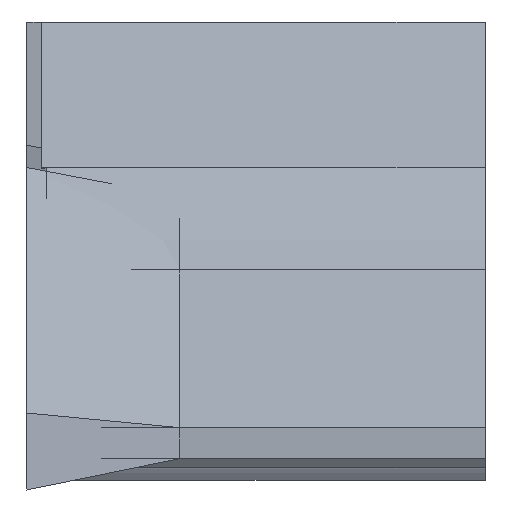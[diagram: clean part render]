
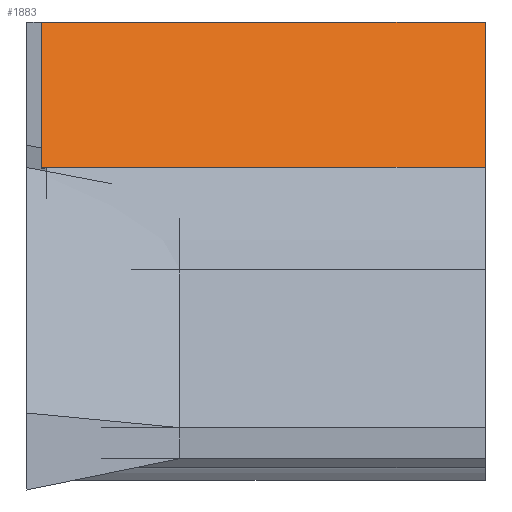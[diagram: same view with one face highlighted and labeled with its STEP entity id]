
A CAD part, left-side view. The second image highlights one B-rep face of the part: STEP entity #1883.
In plain terms, the highlighted planar face has unit normal (-0.616, 0, 0.788).
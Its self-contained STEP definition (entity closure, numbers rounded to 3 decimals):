
#6 = CARTESIAN_POINT ( 'NONE',  ( 6.557, -9.525, -12.548 ) ) ;
#42 = VECTOR ( 'NONE', #1318, 1000. ) ;
#89 = VERTEX_POINT ( 'NONE', #621 ) ;
#121 = VECTOR ( 'NONE', #2634, 1000. ) ;
#289 = CARTESIAN_POINT ( 'NONE',  ( 10.426, -9.525, -9.525 ) ) ;
#400 = DIRECTION ( 'NONE',  ( 0.616, 0., -0.788 ) ) ;
#563 = EDGE_CURVE ( 'NONE', #671, #1272, #1854, .T. ) ;
#615 = PLANE ( 'NONE',  #1882 ) ;
#621 = CARTESIAN_POINT ( 'NONE',  ( 10.426, -9.525, -9.525 ) ) ;
#641 = LINE ( 'NONE', #2702, #121 ) ;
#671 = VERTEX_POINT ( 'NONE', #2272 ) ;
#932 = CARTESIAN_POINT ( 'NONE',  ( 48.824, -0.3, 20.475 ) ) ;
#1072 = EDGE_LOOP ( 'NONE', ( #2731, #1099, #2645, #2285 ) ) ;
#1099 = ORIENTED_EDGE ( 'NONE', *, *, #1839, .T. ) ;
#1194 = LINE ( 'NONE', #289, #42 ) ;
#1272 = VERTEX_POINT ( 'NONE', #1375 ) ;
#1318 = DIRECTION ( 'NONE',  ( 0., -1., 0. ) ) ;
#1375 = CARTESIAN_POINT ( 'NONE',  ( 6.557, -0.3, -12.548 ) ) ;
#1396 = FACE_OUTER_BOUND ( 'NONE', #1072, .T. ) ;
#1464 = VECTOR ( 'NONE', #1783, 1000. ) ;
#1474 = EDGE_CURVE ( 'NONE', #671, #89, #1194, .T. ) ;
#1587 = LINE ( 'NONE', #2692, #2104 ) ;
#1649 = DIRECTION ( 'NONE',  ( 0.788, 0., 0.616 ) ) ;
#1783 = DIRECTION ( 'NONE',  ( -0.788, 0., -0.616 ) ) ;
#1839 = EDGE_CURVE ( 'NONE', #1272, #2493, #1587, .T. ) ;
#1854 = LINE ( 'NONE', #932, #1464 ) ;
#1855 = EDGE_CURVE ( 'NONE', #89, #2493, #641, .T. ) ;
#1882 = AXIS2_PLACEMENT_3D ( 'NONE', #1947, #400, #1649 ) ;
#1883 = ADVANCED_FACE ( 'NONE', ( #1396 ), #615, .F. ) ;
#1947 = CARTESIAN_POINT ( 'NONE',  ( 48.824, 101.533, 20.475 ) ) ;
#2104 = VECTOR ( 'NONE', #2256, 1000. ) ;
#2256 = DIRECTION ( 'NONE',  ( 0., -1., 0. ) ) ;
#2272 = CARTESIAN_POINT ( 'NONE',  ( 10.426, -0.3, -9.525 ) ) ;
#2285 = ORIENTED_EDGE ( 'NONE', *, *, #1474, .F. ) ;
#2493 = VERTEX_POINT ( 'NONE', #6 ) ;
#2634 = DIRECTION ( 'NONE',  ( -0.788, 0., -0.616 ) ) ;
#2645 = ORIENTED_EDGE ( 'NONE', *, *, #1855, .F. ) ;
#2692 = CARTESIAN_POINT ( 'NONE',  ( 6.557, 101.533, -12.548 ) ) ;
#2702 = CARTESIAN_POINT ( 'NONE',  ( -0.669, -9.525, -18.193 ) ) ;
#2731 = ORIENTED_EDGE ( 'NONE', *, *, #563, .T. ) ;
